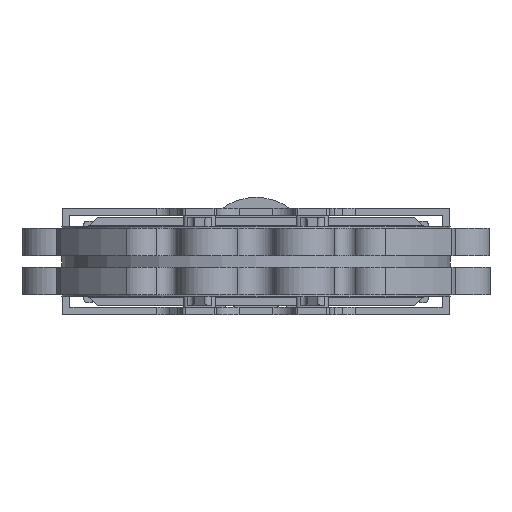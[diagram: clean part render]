
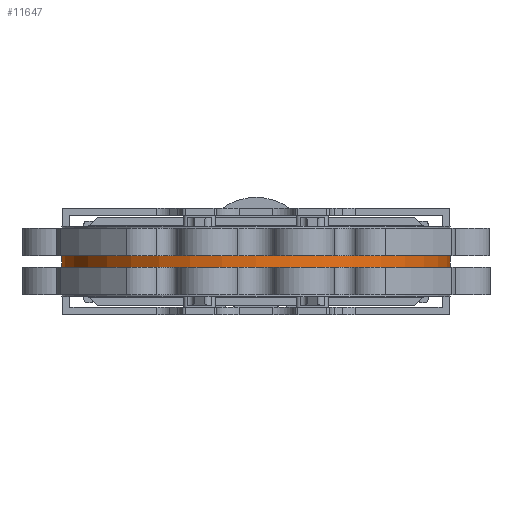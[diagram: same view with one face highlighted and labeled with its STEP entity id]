
A CAD part, front view. The second image highlights one B-rep face of the part: STEP entity #11647.
In plain terms, the highlighted cylindrical face has radius 215 mm (diameter 430 mm), a partial arc.
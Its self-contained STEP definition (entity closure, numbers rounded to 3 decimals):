
#565 = VERTEX_POINT ( 'NONE', #39981 ) ;
#1265 = DIRECTION ( 'NONE',  ( -1., 0., 0. ) ) ;
#1453 = CARTESIAN_POINT ( 'NONE',  ( 0., 0., -13. ) ) ;
#1779 = DIRECTION ( 'NONE',  ( 0., 0., 1. ) ) ;
#5166 = EDGE_LOOP ( 'NONE', ( #15528, #17055, #24505, #42002 ) ) ;
#5219 = CARTESIAN_POINT ( 'NONE',  ( -215., 0., -13. ) ) ;
#7553 = CARTESIAN_POINT ( 'NONE',  ( -215., 0., 0. ) ) ;
#11647 = ADVANCED_FACE ( 'NONE', ( #30882 ), #16697, .T. ) ;
#12330 = AXIS2_PLACEMENT_3D ( 'NONE', #14816, #27983, #41160 ) ;
#14816 = CARTESIAN_POINT ( 'NONE',  ( 0., 0., 0. ) ) ;
#15528 = ORIENTED_EDGE ( 'NONE', *, *, #48049, .F. ) ;
#16697 = CYLINDRICAL_SURFACE ( 'NONE', #21137, 215. ) ;
#17055 = ORIENTED_EDGE ( 'NONE', *, *, #41986, .F. ) ;
#18868 = CARTESIAN_POINT ( 'NONE',  ( 0., 0., -13. ) ) ;
#19042 = AXIS2_PLACEMENT_3D ( 'NONE', #1453, #27018, #1265 ) ;
#21137 = AXIS2_PLACEMENT_3D ( 'NONE', #18868, #23942, #23742 ) ;
#21716 = EDGE_CURVE ( 'NONE', #34789, #33134, #52222, .T. ) ;
#23742 = DIRECTION ( 'NONE',  ( 1., 0., 0. ) ) ;
#23942 = DIRECTION ( 'NONE',  ( 0., 0., 1. ) ) ;
#24130 = VERTEX_POINT ( 'NONE', #7553 ) ;
#24505 = ORIENTED_EDGE ( 'NONE', *, *, #21716, .T. ) ;
#24794 = CARTESIAN_POINT ( 'NONE',  ( 215., 0., -13. ) ) ;
#27018 = DIRECTION ( 'NONE',  ( 0., 0., -1. ) ) ;
#27983 = DIRECTION ( 'NONE',  ( 0., 0., -1. ) ) ;
#30882 = FACE_OUTER_BOUND ( 'NONE', #5166, .T. ) ;
#33134 = VERTEX_POINT ( 'NONE', #46765 ) ;
#34789 = VERTEX_POINT ( 'NONE', #24794 ) ;
#36780 = VECTOR ( 'NONE', #52057, 1000. ) ;
#39981 = CARTESIAN_POINT ( 'NONE',  ( -215., 0., -13. ) ) ;
#40759 = VECTOR ( 'NONE', #1779, 1000. ) ;
#41160 = DIRECTION ( 'NONE',  ( -1., 0., 0. ) ) ;
#41986 = EDGE_CURVE ( 'NONE', #34789, #565, #50271, .T. ) ;
#42002 = ORIENTED_EDGE ( 'NONE', *, *, #55803, .T. ) ;
#44224 = LINE ( 'NONE', #5219, #36780 ) ;
#46765 = CARTESIAN_POINT ( 'NONE',  ( 215., 0., 0. ) ) ;
#48049 = EDGE_CURVE ( 'NONE', #565, #24130, #44224, .T. ) ;
#48961 = CARTESIAN_POINT ( 'NONE',  ( 215., 0., -13. ) ) ;
#50271 = CIRCLE ( 'NONE', #19042, 215. ) ;
#51827 = CIRCLE ( 'NONE', #12330, 215. ) ;
#52057 = DIRECTION ( 'NONE',  ( 0., 0., 1. ) ) ;
#52222 = LINE ( 'NONE', #48961, #40759 ) ;
#55803 = EDGE_CURVE ( 'NONE', #33134, #24130, #51827, .T. ) ;
